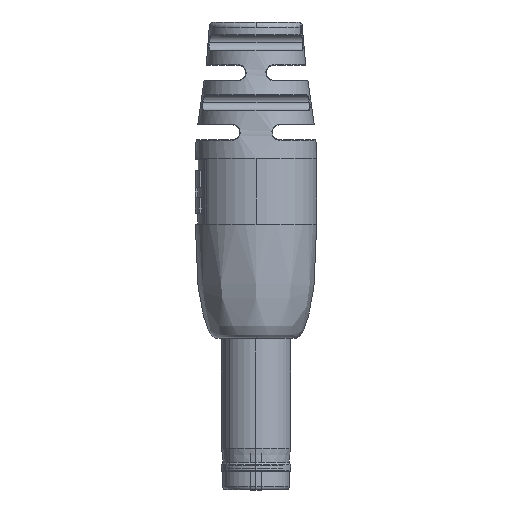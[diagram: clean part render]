
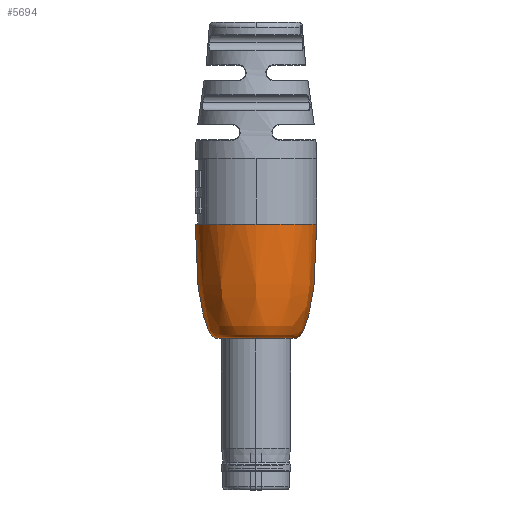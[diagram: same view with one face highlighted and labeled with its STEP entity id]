
A CAD part, left-side view. The second image highlights one B-rep face of the part: STEP entity #5694.
In plain terms, the highlighted free-form (B-spline) face has degree [3, 3] with [6, 4] control points.
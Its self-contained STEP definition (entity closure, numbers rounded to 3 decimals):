
#15 = CARTESIAN_POINT ( 'NONE',  ( 13.398, 4.8, 0. ) ) ;
#111 = ORIENTED_EDGE ( 'NONE', *, *, #4231, .F. ) ;
#399 = CARTESIAN_POINT ( 'NONE',  ( 13.398, -4.8, 0. ) ) ;
#1019 = CARTESIAN_POINT ( 'NONE',  ( 6.753, -4.294, 0. ) ) ;
#1668 = CARTESIAN_POINT ( 'NONE',  ( 13.822, 0., 4.8 ) ) ;
#1828 = ORIENTED_EDGE ( 'NONE', *, *, #7538, .T. ) ;
#1936 = CARTESIAN_POINT ( 'NONE',  ( 13.822, 0., 0. ) ) ;
#2291 = CARTESIAN_POINT ( 'NONE',  ( 13.822, 4.8, 9.6 ) ) ;
#2358 = CARTESIAN_POINT ( 'NONE',  ( 4.822, -3.71, 7.421 ) ) ;
#2588 = CARTESIAN_POINT ( 'NONE',  ( 4.822, -3.1, 0. ) ) ;
#3586 = CARTESIAN_POINT ( 'NONE',  ( 4.822, -3.1, 6.2 ) ) ;
#3674 = CARTESIAN_POINT ( 'NONE',  ( 4.822, 3.1, 6.2 ) ) ;
#4215 = EDGE_CURVE ( 'NONE', #8180, #10734, #13898, .T. ) ;
#4231 = EDGE_CURVE ( 'NONE', #9916, #8180, #11898, .T. ) ;
#4334 = AXIS2_PLACEMENT_3D ( 'NONE', #1936, #13262, #10786 ) ;
#4577 = FACE_OUTER_BOUND ( 'NONE', #12561, .T. ) ;
#4587 = CARTESIAN_POINT ( 'NONE',  ( 13.822, 0., 0. ) ) ;
#5150 = CARTESIAN_POINT ( 'NONE',  ( 10.153, 4.759, 0. ) ) ;
#5248 = CARTESIAN_POINT ( 'NONE',  ( 4.822, 3.1, 0. ) ) ;
#5472 = CARTESIAN_POINT ( 'NONE',  ( 10.153, -4.759, 0. ) ) ;
#5694 = ADVANCED_FACE ( 'NONE', ( #4577 ), #12911, .F. ) ;
#5774 = VERTEX_POINT ( 'NONE', #14255 ) ;
#6085 = CARTESIAN_POINT ( 'NONE',  ( 13.398, 4.8, 0. ) ) ;
#6252 = CARTESIAN_POINT ( 'NONE',  ( 13.822, 4.8, 0. ) ) ;
#6314 = CARTESIAN_POINT ( 'NONE',  ( 13.822, -4.8, 9.6 ) ) ;
#6580 = ORIENTED_EDGE ( 'NONE', *, *, #15844, .T. ) ;
#6721 = CARTESIAN_POINT ( 'NONE',  ( 6.753, -4.294, 0. ) ) ;
#6950 = CARTESIAN_POINT ( 'NONE',  ( 13.822, -4.8, 0. ) ) ;
#7330 = ORIENTED_EDGE ( 'NONE', *, *, #4215, .F. ) ;
#7387 = CARTESIAN_POINT ( 'NONE',  ( 4.822, 3.71, 0. ) ) ;
#7488 = CARTESIAN_POINT ( 'NONE',  ( 13.398, 4.8, 9.6 ) ) ;
#7538 = EDGE_CURVE ( 'NONE', #5774, #10734, #16439, .T. ) ;
#7610 = CARTESIAN_POINT ( 'NONE',  ( 4.822, -3.1, 0. ) ) ;
#7739 = CARTESIAN_POINT ( 'NONE',  ( 4.822, 3.71, 0. ) ) ;
#8057 = DIRECTION ( 'NONE',  ( -1., 0., 0. ) ) ;
#8112 = CARTESIAN_POINT ( 'NONE',  ( 4.822, 3.1, 0. ) ) ;
#8120 = CARTESIAN_POINT ( 'NONE',  ( 4.822, 0., 0. ) ) ;
#8180 = VERTEX_POINT ( 'NONE', #2588 ) ;
#8245 = DIRECTION ( 'NONE',  ( 0., 0., 1. ) ) ;
#8689 = CARTESIAN_POINT ( 'NONE',  ( 13.398, -4.8, 9.6 ) ) ;
#8806 = CARTESIAN_POINT ( 'NONE',  ( 4.822, 3.71, 7.421 ) ) ;
#8898 = CARTESIAN_POINT ( 'NONE',  ( 10.153, -4.759, 9.518 ) ) ;
#9596 = VERTEX_POINT ( 'NONE', #1668 ) ;
#9693 = CIRCLE ( 'NONE', #13430, 4.8 ) ;
#9916 = VERTEX_POINT ( 'NONE', #12715 ) ;
#10016 = CARTESIAN_POINT ( 'NONE',  ( 4.822, -3.71, 0. ) ) ;
#10055 = CIRCLE ( 'NONE', #4334, 4.8 ) ;
#10734 = VERTEX_POINT ( 'NONE', #8112 ) ;
#10786 = DIRECTION ( 'NONE',  ( 0., 0., 1. ) ) ;
#11200 = CARTESIAN_POINT ( 'NONE',  ( 6.753, -4.294, 8.588 ) ) ;
#11253 = CARTESIAN_POINT ( 'NONE',  ( 6.753, 4.294, 0. ) ) ;
#11369 = CARTESIAN_POINT ( 'NONE',  ( 4.822, 3.1, 0. ) ) ;
#11550 = CARTESIAN_POINT ( 'NONE',  ( 6.753, 4.294, 0. ) ) ;
#11898 = B_SPLINE_CURVE_WITH_KNOTS ( 'NONE', 3,
 ( #6950, #399, #5472, #6721, #15897, #15735 ),
 .UNSPECIFIED., .F., .F.,
 ( 4, 1, 1, 4 ),
 ( 0., 0.429, 0.529, 1. ),
 .UNSPECIFIED. ) ;
#12081 = DIRECTION ( 'NONE',  ( -1., 0., 0. ) ) ;
#12374 = ORIENTED_EDGE ( 'NONE', *, *, #13965, .T. ) ;
#12517 = CARTESIAN_POINT ( 'NONE',  ( 10.153, -4.759, 0. ) ) ;
#12561 = EDGE_LOOP ( 'NONE', ( #111, #12374, #6580, #1828, #7330 ) ) ;
#12627 = CARTESIAN_POINT ( 'NONE',  ( 10.153, 4.759, 9.518 ) ) ;
#12664 = CARTESIAN_POINT ( 'NONE',  ( 10.153, 4.759, 0. ) ) ;
#12715 = CARTESIAN_POINT ( 'NONE',  ( 13.822, -4.8, 0. ) ) ;
#12911 =( BOUNDED_SURFACE ( )  B_SPLINE_SURFACE ( 3, 3, ( 
 ( #15248, #6314, #2291, #6252 ),
 ( #16443, #8689, #7488, #6085 ),
 ( #12517, #8898, #12627, #12664 ),
 ( #1019, #11200, #15069, #11253 ),
 ( #10016, #2358, #8806, #7387 ),
 ( #7610, #3586, #3674, #11369 ) ),
 .UNSPECIFIED., .F., .F., .F. ) 
 B_SPLINE_SURFACE_WITH_KNOTS ( ( 4, 1, 1, 4 ),
 ( 4, 4 ),
 ( 0., 0.429, 0.529, 1. ),
 ( 0., 1. ),
 .UNSPECIFIED. ) 
 GEOMETRIC_REPRESENTATION_ITEM ( )  RATIONAL_B_SPLINE_SURFACE ( (
 ( 1., 0.333, 0.333, 1.),
 ( 1., 0.333, 0.333, 1.),
 ( 1., 0.333, 0.333, 1.),
 ( 1., 0.333, 0.333, 1.),
 ( 1., 0.333, 0.333, 1.),
 ( 1., 0.333, 0.333, 1.) ) ) 
 REPRESENTATION_ITEM ( '' )  SURFACE ( )  );
#13136 = DIRECTION ( 'NONE',  ( 0., 0., 1. ) ) ;
#13262 = DIRECTION ( 'NONE',  ( -1., 0., 0. ) ) ;
#13430 = AXIS2_PLACEMENT_3D ( 'NONE', #4587, #12081, #8245 ) ;
#13898 = CIRCLE ( 'NONE', #15187, 3.1 ) ;
#13965 = EDGE_CURVE ( 'NONE', #9916, #9596, #9693, .T. ) ;
#14255 = CARTESIAN_POINT ( 'NONE',  ( 13.822, 4.8, 0. ) ) ;
#15069 = CARTESIAN_POINT ( 'NONE',  ( 6.753, 4.294, 8.588 ) ) ;
#15187 = AXIS2_PLACEMENT_3D ( 'NONE', #8120, #8057, #13136 ) ;
#15248 = CARTESIAN_POINT ( 'NONE',  ( 13.822, -4.8, 0. ) ) ;
#15427 = CARTESIAN_POINT ( 'NONE',  ( 13.822, 4.8, 0. ) ) ;
#15735 = CARTESIAN_POINT ( 'NONE',  ( 4.822, -3.1, 0. ) ) ;
#15844 = EDGE_CURVE ( 'NONE', #9596, #5774, #10055, .T. ) ;
#15897 = CARTESIAN_POINT ( 'NONE',  ( 4.822, -3.71, 0. ) ) ;
#16439 = B_SPLINE_CURVE_WITH_KNOTS ( 'NONE', 3,
 ( #15427, #15, #5150, #11550, #7739, #5248 ),
 .UNSPECIFIED., .F., .F.,
 ( 4, 1, 1, 4 ),
 ( 0., 0.429, 0.529, 1. ),
 .UNSPECIFIED. ) ;
#16443 = CARTESIAN_POINT ( 'NONE',  ( 13.398, -4.8, 0. ) ) ;
